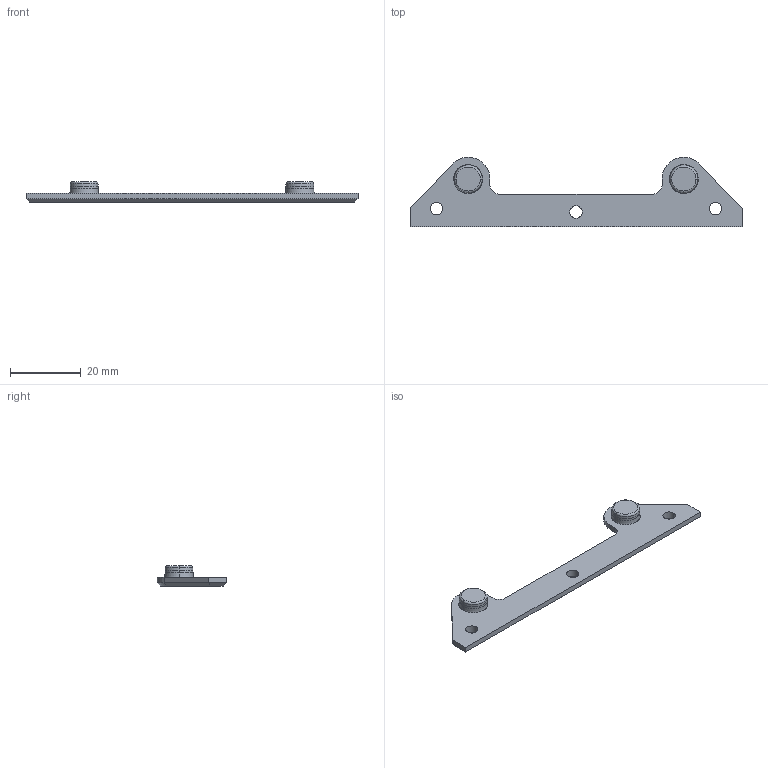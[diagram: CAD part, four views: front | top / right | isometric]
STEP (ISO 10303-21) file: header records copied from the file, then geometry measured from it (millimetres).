
FILE_DESCRIPTION (( 'STEP AP214' ), '1' );
FILE_NAME ('YStop.STEP', '2021-11-05T15:29:19', ( '' ), ( '' ), 'SwSTEP 2.0', 'SolidWorks 2021', '' );
FILE_SCHEMA (( 'AUTOMOTIVE_DESIGN' ));
Length unit declared in the file: inch
Products named in the file (1): YStop
Bounding box: 93.87 x 19.62 x 5.71 mm (x, y, z)
Volume: 2962.3 mm3; surface area: 2831.5 mm2
Topology: 1 solids, 1 shells, 79 faces, 186 edges, 114 vertices
Faces by surface type: plane 39, cone 18, cylinder 10, bspline 8, torus 4
Entity records: 2894 total; most frequent: CARTESIAN_POINT 1084, ORIENTED_EDGE 372, DIRECTION 348, EDGE_CURVE 186, AXIS2_PLACEMENT_3D 118, VERTEX_POINT 114, LINE 112, VECTOR 112
